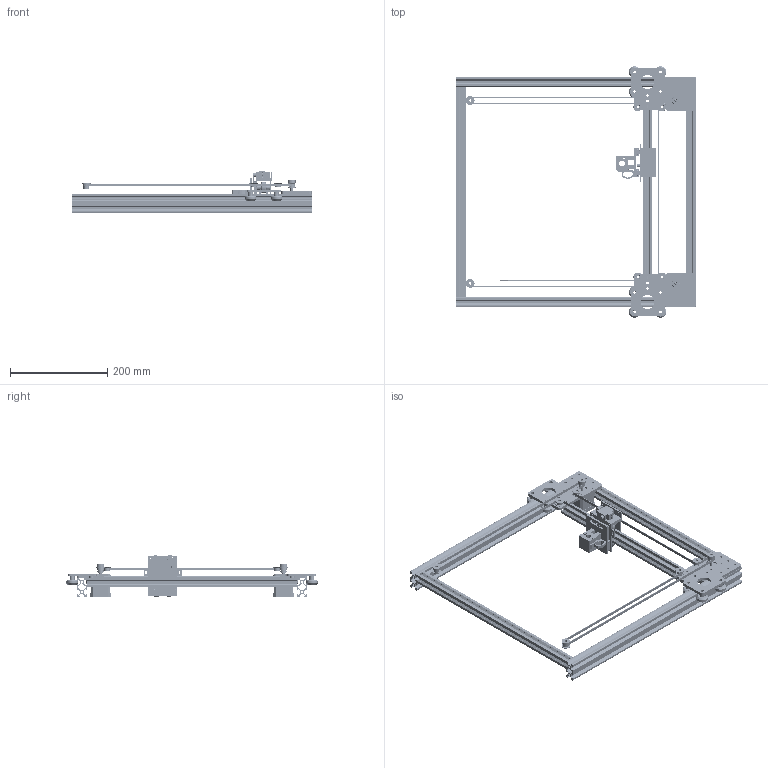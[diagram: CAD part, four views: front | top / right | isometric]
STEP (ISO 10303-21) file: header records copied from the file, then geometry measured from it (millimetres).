
FILE_DESCRIPTION(('STEP AP203'), '1');
FILE_NAME('Ñáîðêà ïëîòòåð', '', ('UNSPECIFIED'), ('UNSPECIFIED'), 'C3D Converter', 'C3D Toolkit', '');
FILE_SCHEMA(('CONFIG_CONTROL_DESIGN'));
Length unit declared in the file: millimetre
Products named in the file (46): Machine; 2020 X; NEMA17 Stepper; 2040 Y; Крепление мотора; V-Wheel Kit reduced; Solid V-Wheel; Ball Bearing 625 2RS 5x16x5; 1mm 5mm shim; Aluminium spacer 6mm; A211 Высокоточная дистанционная шайба 5 мм; A201 Дистанционная втулка 5х6 мм; A195 Стандартный эксцентрик 6 мм, для винта М5; A181 Подшипник 625rs, O 5  O 16; A172 Стандартный пластиковый ролик для V-паза; A137  Высокоточная прокладка O 5,3  O 8; MGN7 rail_100 mm; MGN7C_MGN7C; X Carriage; Ремень; GT2 drive wheel; Smooth Pulley 10mm; GT2 20T W6 B5 Without T; Body, GT2 Idler Pulley, Configurable_20T W6 B5 Without T; Bearing Subassy, GT2 Idler Pulley, Configurable_5 mm Bore; Bearing Outer Ring, GT2 Idler Pulley, Configurable_5 mm Bore; Bearing Inner Ring, GT2 Idler Pulley, Configurable_5 mm Bore; Bearing Seal, GT2 Idler Pulley, Configurable_5 mm Bore; Bearing Ball, GT2 Idler Pulley, Configurable_1.4 mm
Assembly tree (84 placements, depth 4):
  Machine
    2020 X
    2020 X
    NEMA17 Stepper  x2
    2040 Y
    2040 Y
    Крепление мотора  x2
    (unnamed)  x2
    V-Wheel Kit reduced  x8
      Solid V-Wheel
      Ball Bearing 625 2RS 5x16x5
      1mm 5mm shim
      Aluminium spacer 6mm
    (unnamed)
      (unnamed)
      (unnamed)  x4
        A211 Высокоточная дистанционная шайба 5 мм
        A201 Дистанционная втулка 5х6 мм
        A195 Стандартный эксцентрик 6 мм, для винта М5
        A181 Подшипник 625rs, O 5  O 16
        A172 Стандартный пластиковый ролик для V-паза
        A137  Высокоточная прокладка O 5,3  O 8
      (unnamed)
      MGN7 rail_100 mm  x2
      MGN7C_MGN7C  x2
      (unnamed)
      X Carriage
      (unnamed)
      (unnamed)
      (unnamed)
      (unnamed)
      (unnamed)
        (unnamed)
        (unnamed)
    Ремень
    GT2 drive wheel  x2
    Smooth Pulley 10mm  x2
    GT2 20T W6 B5 Without T  x2
      Body, GT2 Idler Pulley, Configurable_20T W6 B5 Without T
      Bearing Subassy, GT2 Idler Pulley, Configurable_5 mm Bore
        Bearing Outer Ring, GT2 Idler Pulley, Configurable_5 mm Bore
        Bearing Inner Ring, GT2 Idler Pulley, Configurable_5 mm Bore
        Bearing Seal, GT2 Idler Pulley, Configurable_5 mm Bore  x2
        Bearing Ball, GT2 Idler Pulley, Configurable_1.4 mm  x12
    GT2 20T W6 B5 Without T  x2
      Body, GT2 Idler Pulley, Configurable_20T W6 B5 Without T
      Bearing Subassy, GT2 Idler Pulley, Configurable_5 mm Bore
        Bearing Outer Ring, GT2 Idler Pulley, Configurable_5 mm Bore
        Bearing Inner Ring, GT2 Idler Pulley, Configurable_5 mm Bore
        Bearing Seal, GT2 Idler Pulley, Configurable_5 mm Bore  x2
        Bearing Ball, GT2 Idler Pulley, Configurable_1.4 mm  x12
    (unnamed)
Bounding box: 491.33 x 516.49 x 86.16 mm (x, y, z)
Volume: 925507.7 mm3; surface area: 716763.7 mm2
Topology: 258 solids, 258 shells, 3837 faces, 9768 edges, 6471 vertices
Faces by surface type: plane 2338, cylinder 802, cone 433, sphere 200, torus 64
Full cylindrical faces by diameter (mm): 0.569 x2, 0.8 x8, 1.3 x1, 1.6 x8, 1.8 x8, 2 x12, 2.4 x8, 2.5 x13, 2.6 x1, 2.659 x8, 3 x24, 3.2 x14, 4.1 x1, 4.2 x11, 4.3 x9, 4.9 x12, 5 x79, 5.15 x12, 5.2 x14, 5.3 x8, 6 x40, 7 x32, 7.1 x12, 7.9 x1, 7.95 x1, 8 x44, 8.5 x1, 9 x16, 9.19 x2, 10 x32
Entity records: 59144 total; most frequent: CARTESIAN_POINT 13426, DIRECTION 8190, ORIENTED_EDGE 8010, EDGE_CURVE 4005, LINE 2968, VECTOR 2968, VERTEX_POINT 2814, AXIS2_PLACEMENT_3D 2611
